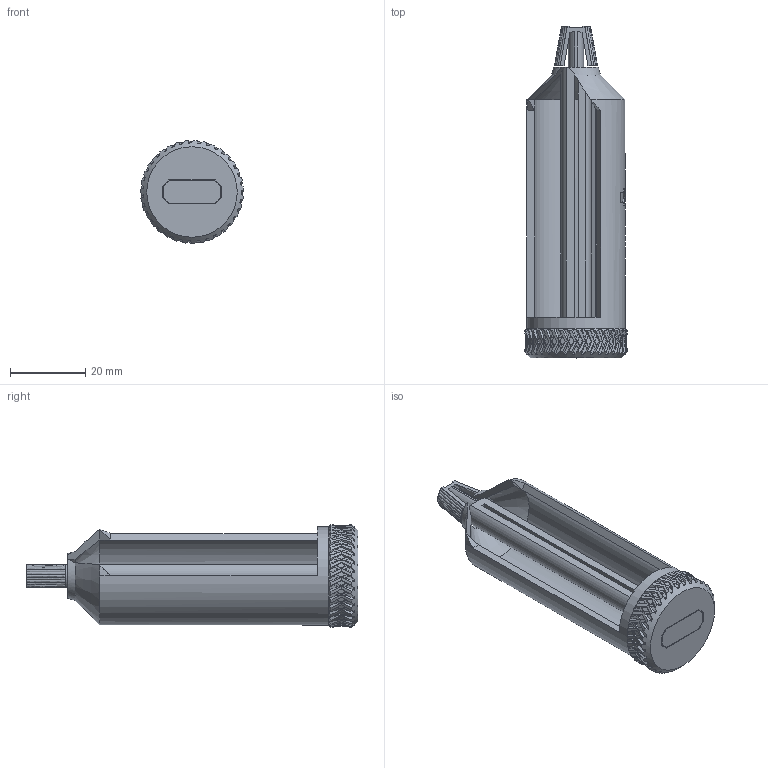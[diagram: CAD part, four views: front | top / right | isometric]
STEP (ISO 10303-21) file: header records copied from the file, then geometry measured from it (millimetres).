
FILE_DESCRIPTION(/* description */ (''),/* implementation_level */ '2;1');
FILE_NAME(/* name */ 'Luke''s 3D/Projects/Ratchet toothpaste tube squeezer/STEP/Ratched toothpaste tube squeezer.step',/* time_stamp */ '2022-08-24T23:42:37+02:00',/* author */ (''),/* organization */ (''),/* preprocessor_version */ 'ST-DEVELOPER v19',/* originating_system */ 'Autodesk Translation Framework v11.7.0.108',/* authorisation */ '');
FILE_SCHEMA (('AUTOMOTIVE_DESIGN { 1 0 10303 214 3 1 1 }'));
Products named in the file (5): Ratched toothpaste tube squeezer; Shaft; Handle; Ratchet; Body
Assembly tree (4 placements, depth 2):
  Ratched toothpaste tube squeezer
    Shaft
    Handle
    Ratchet
    Body
Bounding box: 27.28 x 88 x 27.28 mm (x, y, z)
Volume: 12921.6 mm3; surface area: 15008.7 mm2
Topology: 4 solids, 4 shells, 1216 faces, 3213 edges, 2018 vertices
Faces by surface type: bspline 814, plane 192, cylinder 167, cone 43
Full cylindrical faces by diameter (mm): 9 x1, 13 x1, 13.5 x1, 24 x1, 26 x1
Entity records: 51456 total; most frequent: CARTESIAN_POINT 26909, ORIENTED_EDGE 6426, EDGE_CURVE 3213, DIRECTION 2732, VERTEX_POINT 2018, B_SPLINE_CURVE_WITH_KNOTS 1706, EDGE_LOOP 1239, FACE_OUTER_BOUND 1216
